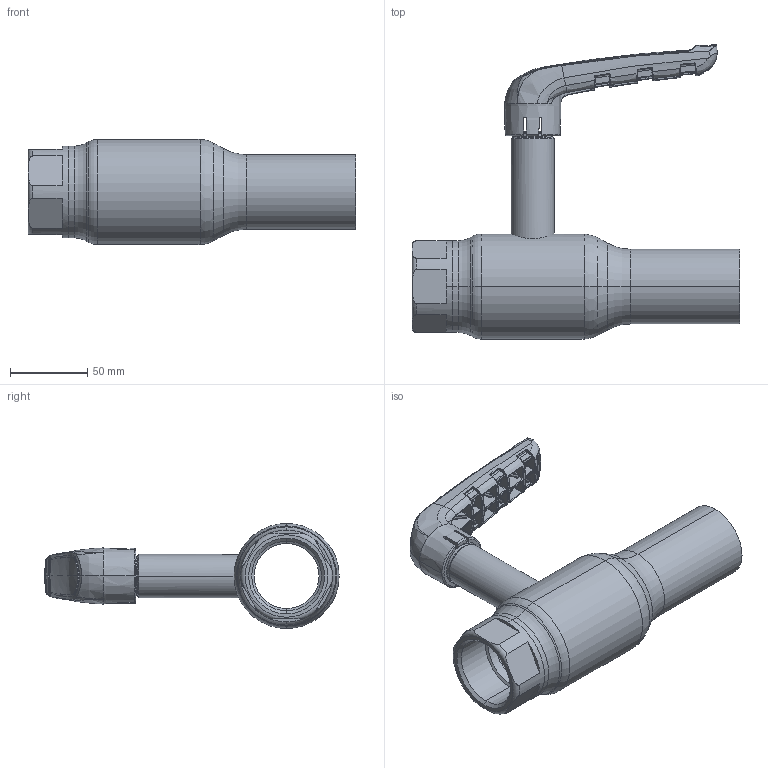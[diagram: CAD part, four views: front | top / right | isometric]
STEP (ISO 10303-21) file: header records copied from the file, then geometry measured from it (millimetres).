
FILE_DESCRIPTION (( 'STEP AP214' ), '1' );
FILE_NAME ('1040003601-2101.step', '2023-09-14T10:08:36', ( '' ), ( '' ), 'SwSTEP 2.0', 'SolidWorks 2021', '' );
FILE_SCHEMA (( 'AUTOMOTIVE_DESIGN' ));
Length unit declared in the file: millimetre
Products named in the file (1): 1040003601-2101
Bounding box: 212 x 190.31 x 68 mm (x, y, z)
Surface area: 85970.5 mm2 (no closed solid volume)
Topology: 0 solids, 8 shells, 774 faces, 2529 edges, 1616 vertices
Faces by surface type: bspline 640, plane 49, cylinder 32, cone 22, torus 21, sphere 10
Entity records: 58183 total; most frequent: CARTESIAN_POINT 33844, ORIENTED_EDGE 4010, EDGE_CURVE 2519, B_SPLINE_CURVE_WITH_KNOTS 1781, VERTEX_POINT 1616, DIRECTION 1575, EDGE_LOOP 780, UNCERTAINTY_MEASURE_WITH_UNIT 776
